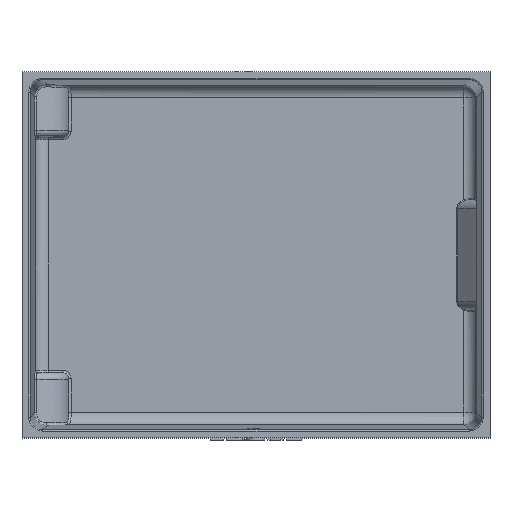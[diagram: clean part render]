
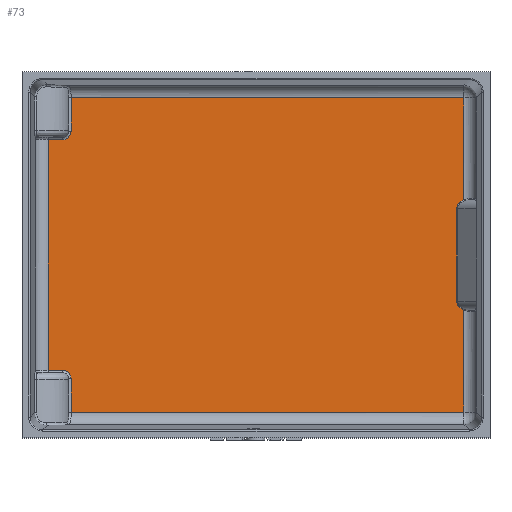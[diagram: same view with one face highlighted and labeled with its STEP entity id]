
A CAD part, top view. The second image highlights one B-rep face of the part: STEP entity #73.
In plain terms, the highlighted planar face has unit normal (0, 0, 1).
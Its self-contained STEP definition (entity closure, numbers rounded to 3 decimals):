
#73 = ADVANCED_FACE( '', ( #228 ), #229, .F. );
#228 = FACE_OUTER_BOUND( '', #609, .T. );
#229 = PLANE( '', #610 );
#609 = EDGE_LOOP( '', ( #2036, #2037, #2038, #2039, #2040, #2041, #2042, #2043, #2044, #2045, #2046, #2047, #2048, #2049 ) );
#610 = AXIS2_PLACEMENT_3D( '', #2050, #2051, #2052 );
#2036 = ORIENTED_EDGE( '', *, *, #2834, .F. );
#2037 = ORIENTED_EDGE( '', *, *, #2835, .F. );
#2038 = ORIENTED_EDGE( '', *, *, #2836, .F. );
#2039 = ORIENTED_EDGE( '', *, *, #2837, .F. );
#2040 = ORIENTED_EDGE( '', *, *, #2838, .F. );
#2041 = ORIENTED_EDGE( '', *, *, #2839, .F. );
#2042 = ORIENTED_EDGE( '', *, *, #2840, .F. );
#2043 = ORIENTED_EDGE( '', *, *, #2841, .F. );
#2044 = ORIENTED_EDGE( '', *, *, #2842, .F. );
#2045 = ORIENTED_EDGE( '', *, *, #2843, .F. );
#2046 = ORIENTED_EDGE( '', *, *, #2844, .F. );
#2047 = ORIENTED_EDGE( '', *, *, #2845, .F. );
#2048 = ORIENTED_EDGE( '', *, *, #2846, .F. );
#2049 = ORIENTED_EDGE( '', *, *, #2833, .F. );
#2050 = CARTESIAN_POINT( '', ( 276.686, -213.186, -175.177 ) );
#2051 = DIRECTION( '', ( 0., 0., -1. ) );
#2052 = DIRECTION( '', ( -1., 0., 0. ) );
#2833 = EDGE_CURVE( '', #3213, #3204, #3215, .T. );
#2834 = EDGE_CURVE( '', #3216, #3213, #3217, .T. );
#2835 = EDGE_CURVE( '', #3218, #3216, #3219, .T. );
#2836 = EDGE_CURVE( '', #3220, #3218, #3221, .T. );
#2837 = EDGE_CURVE( '', #3222, #3220, #3223, .T. );
#2838 = EDGE_CURVE( '', #3224, #3222, #3225, .T. );
#2839 = EDGE_CURVE( '', #3226, #3224, #3227, .T. );
#2840 = EDGE_CURVE( '', #3228, #3226, #3229, .T. );
#2841 = EDGE_CURVE( '', #3230, #3228, #3231, .T. );
#2842 = EDGE_CURVE( '', #3232, #3230, #3233, .T. );
#2843 = EDGE_CURVE( '', #3234, #3232, #3235, .T. );
#2844 = EDGE_CURVE( '', #3236, #3234, #3237, .T. );
#2845 = EDGE_CURVE( '', #3238, #3236, #3239, .T. );
#2846 = EDGE_CURVE( '', #3204, #3238, #3240, .T. );
#3204 = VERTEX_POINT( '', #4159 );
#3213 = VERTEX_POINT( '', #4214 );
#3215 = LINE( '', #4226, #4227 );
#3216 = VERTEX_POINT( '', #4228 );
#3217 = B_SPLINE_CURVE_WITH_KNOTS( '', 3, ( #4229, #4230, #4231, #4232 ), .UNSPECIFIED., .F., .F., ( 4, 4 ), ( 2., 10.817 ), .UNSPECIFIED. );
#3218 = VERTEX_POINT( '', #4233 );
#3219 = B_SPLINE_CURVE_WITH_KNOTS( '', 3, ( #4234, #4235, #4236, #4237, #4238, #4239, #4240, #4241, #4242, #4243 ), .UNSPECIFIED., .F., .F., ( 4, 2, 2, 2, 4 ), ( 2., 2.861, 3.724, 4.659, 5.543 ), .UNSPECIFIED. );
#3220 = VERTEX_POINT( '', #4244 );
#3221 = LINE( '', #4245, #4246 );
#3222 = VERTEX_POINT( '', #4247 );
#3223 = LINE( '', #4248, #4249 );
#3224 = VERTEX_POINT( '', #4250 );
#3225 = LINE( '', #4251, #4252 );
#3226 = VERTEX_POINT( '', #4253 );
#3227 = B_SPLINE_CURVE_WITH_KNOTS( '', 3, ( #4254, #4255, #4256, #4257, #4258, #4259, #4260, #4261, #4262, #4263, #4264, #4265 ), .UNSPECIFIED., .F., .F., ( 4, 2, 2, 2, 2, 4 ), ( 2., 2.59, 2.983, 3.819, 4.682, 5.543 ), .UNSPECIFIED. );
#3228 = VERTEX_POINT( '', #4266 );
#3229 = B_SPLINE_CURVE_WITH_KNOTS( '', 3, ( #4267, #4268, #4269, #4270 ), .UNSPECIFIED., .F., .F., ( 4, 4 ), ( 2., 10.817 ), .UNSPECIFIED. );
#3230 = VERTEX_POINT( '', #4271 );
#3231 = LINE( '', #4272, #4273 );
#3232 = VERTEX_POINT( '', #4274 );
#3233 = LINE( '', #4275, #4276 );
#3234 = VERTEX_POINT( '', #4277 );
#3235 = B_SPLINE_CURVE_WITH_KNOTS( '', 3, ( #4278, #4279, #4280, #4281, #4282, #4283, #4284, #4285 ), .UNSPECIFIED., .F., .F., ( 4, 1, 1, 1, 1, 4 ), ( 2., 2.966, 3.929, 5.835, 7.697, 9.544 ), .UNSPECIFIED. );
#3236 = VERTEX_POINT( '', #4286 );
#3237 = LINE( '', #4287, #4288 );
#3238 = VERTEX_POINT( '', #4289 );
#3239 = B_SPLINE_CURVE_WITH_KNOTS( '', 3, ( #4290, #4291, #4292, #4293, #4294, #4295, #4296, #4297 ), .UNSPECIFIED., .F., .F., ( 4, 1, 1, 1, 1, 4 ), ( 2., 3.847, 5.709, 7.615, 8.578, 9.544 ), .UNSPECIFIED. );
#3240 = LINE( '', #4298, #4299 );
#4159 = CARTESIAN_POINT( '', ( 259.548, 196.048, -175.177 ) );
#4214 = CARTESIAN_POINT( '', ( -230.857, 196.047, -175.177 ) );
#4226 = CARTESIAN_POINT( '', ( -230.857, 196.047, -175.177 ) );
#4227 = VECTOR( '', #5474, 1000. );
#4228 = CARTESIAN_POINT( '', ( -230.857, 154.755, -175.177 ) );
#4229 = CARTESIAN_POINT( '', ( -230.857, 154.755, -175.177 ) );
#4230 = CARTESIAN_POINT( '', ( -230.857, 168.519, -175.177 ) );
#4231 = CARTESIAN_POINT( '', ( -230.857, 182.283, -175.177 ) );
#4232 = CARTESIAN_POINT( '', ( -230.857, 196.047, -175.177 ) );
#4233 = CARTESIAN_POINT( '', ( -242.012, 143.66, -175.177 ) );
#4234 = CARTESIAN_POINT( '', ( -242.012, 143.66, -175.177 ) );
#4235 = CARTESIAN_POINT( '', ( -240.596, 143.66, -175.177 ) );
#4236 = CARTESIAN_POINT( '', ( -239.179, 143.93, -175.177 ) );
#4237 = CARTESIAN_POINT( '', ( -236.546, 144.977, -175.177 ) );
#4238 = CARTESIAN_POINT( '', ( -235.329, 145.755, -175.177 ) );
#4239 = CARTESIAN_POINT( '', ( -233.188, 147.791, -175.177 ) );
#4240 = CARTESIAN_POINT( '', ( -232.298, 149.084, -175.177 ) );
#4241 = CARTESIAN_POINT( '', ( -231.148, 151.846, -175.177 ) );
#4242 = CARTESIAN_POINT( '', ( -230.857, 153.301, -175.177 ) );
#4243 = CARTESIAN_POINT( '', ( -230.857, 154.755, -175.177 ) );
#4244 = CARTESIAN_POINT( '', ( -259.548, 143.66, -175.177 ) );
#4245 = CARTESIAN_POINT( '', ( -259.548, 143.66, -175.177 ) );
#4246 = VECTOR( '', #5475, 1000. );
#4247 = CARTESIAN_POINT( '', ( -259.548, -143.66, -175.177 ) );
#4248 = CARTESIAN_POINT( '', ( -259.548, -143.66, -175.177 ) );
#4249 = VECTOR( '', #5476, 1000. );
#4250 = CARTESIAN_POINT( '', ( -242.012, -143.66, -175.177 ) );
#4251 = CARTESIAN_POINT( '', ( -242.012, -143.66, -175.177 ) );
#4252 = VECTOR( '', #5477, 1000. );
#4253 = CARTESIAN_POINT( '', ( -230.857, -154.755, -175.177 ) );
#4254 = CARTESIAN_POINT( '', ( -230.857, -154.755, -175.177 ) );
#4255 = CARTESIAN_POINT( '', ( -230.857, -153.785, -175.177 ) );
#4256 = CARTESIAN_POINT( '', ( -230.986, -152.815, -175.177 ) );
#4257 = CARTESIAN_POINT( '', ( -231.406, -151.255, -175.177 ) );
#4258 = CARTESIAN_POINT( '', ( -231.629, -150.645, -175.177 ) );
#4259 = CARTESIAN_POINT( '', ( -232.487, -148.815, -175.177 ) );
#4260 = CARTESIAN_POINT( '', ( -233.306, -147.68, -175.177 ) );
#4261 = CARTESIAN_POINT( '', ( -235.329, -145.755, -175.177 ) );
#4262 = CARTESIAN_POINT( '', ( -236.546, -144.977, -175.177 ) );
#4263 = CARTESIAN_POINT( '', ( -239.179, -143.93, -175.177 ) );
#4264 = CARTESIAN_POINT( '', ( -240.596, -143.66, -175.177 ) );
#4265 = CARTESIAN_POINT( '', ( -242.012, -143.66, -175.177 ) );
#4266 = CARTESIAN_POINT( '', ( -230.857, -196.047, -175.177 ) );
#4267 = CARTESIAN_POINT( '', ( -230.857, -196.047, -175.177 ) );
#4268 = CARTESIAN_POINT( '', ( -230.857, -182.283, -175.177 ) );
#4269 = CARTESIAN_POINT( '', ( -230.857, -168.519, -175.177 ) );
#4270 = CARTESIAN_POINT( '', ( -230.857, -154.755, -175.177 ) );
#4271 = CARTESIAN_POINT( '', ( 259.548, -196.048, -175.177 ) );
#4272 = CARTESIAN_POINT( '', ( 259.548, -196.048, -175.177 ) );
#4273 = VECTOR( '', #5478, 1000. );
#4274 = CARTESIAN_POINT( '', ( 259.548, -69.028, -175.177 ) );
#4275 = CARTESIAN_POINT( '', ( 259.548, -69.028, -175.177 ) );
#4276 = VECTOR( '', #5479, 1000. );
#4277 = CARTESIAN_POINT( '', ( 250.649, -58.027, -175.177 ) );
#4278 = CARTESIAN_POINT( '', ( 250.649, -58.027, -175.177 ) );
#4279 = CARTESIAN_POINT( '', ( 250.649, -58.667, -175.177 ) );
#4280 = CARTESIAN_POINT( '', ( 250.786, -59.944, -175.177 ) );
#4281 = CARTESIAN_POINT( '', ( 251.574, -62.377, -175.177 ) );
#4282 = CARTESIAN_POINT( '', ( 253.352, -65.012, -175.177 ) );
#4283 = CARTESIAN_POINT( '', ( 256.23, -67.413, -175.177 ) );
#4284 = CARTESIAN_POINT( '', ( 258.417, -68.558, -175.177 ) );
#4285 = CARTESIAN_POINT( '', ( 259.548, -69.028, -175.177 ) );
#4286 = CARTESIAN_POINT( '', ( 250.649, 58.027, -175.177 ) );
#4287 = CARTESIAN_POINT( '', ( 250.649, 58.027, -175.177 ) );
#4288 = VECTOR( '', #5480, 1000. );
#4289 = CARTESIAN_POINT( '', ( 259.548, 69.028, -175.177 ) );
#4290 = CARTESIAN_POINT( '', ( 259.548, 69.028, -175.177 ) );
#4291 = CARTESIAN_POINT( '', ( 258.417, 68.558, -175.177 ) );
#4292 = CARTESIAN_POINT( '', ( 256.23, 67.413, -175.177 ) );
#4293 = CARTESIAN_POINT( '', ( 253.352, 65.012, -175.177 ) );
#4294 = CARTESIAN_POINT( '', ( 251.574, 62.377, -175.177 ) );
#4295 = CARTESIAN_POINT( '', ( 250.786, 59.944, -175.177 ) );
#4296 = CARTESIAN_POINT( '', ( 250.649, 58.667, -175.177 ) );
#4297 = CARTESIAN_POINT( '', ( 250.649, 58.027, -175.177 ) );
#4298 = CARTESIAN_POINT( '', ( 259.548, 196.048, -175.177 ) );
#4299 = VECTOR( '', #5481, 1000. );
#5474 = DIRECTION( '', ( 1., 0., 0. ) );
#5475 = DIRECTION( '', ( 1., 0., 0. ) );
#5476 = DIRECTION( '', ( 0., 1., 0. ) );
#5477 = DIRECTION( '', ( -1., 0., 0. ) );
#5478 = DIRECTION( '', ( -1., 0., 0. ) );
#5479 = DIRECTION( '', ( 0., -1., 0. ) );
#5480 = DIRECTION( '', ( 0., -1., 0. ) );
#5481 = DIRECTION( '', ( 0., -1., 0. ) );
